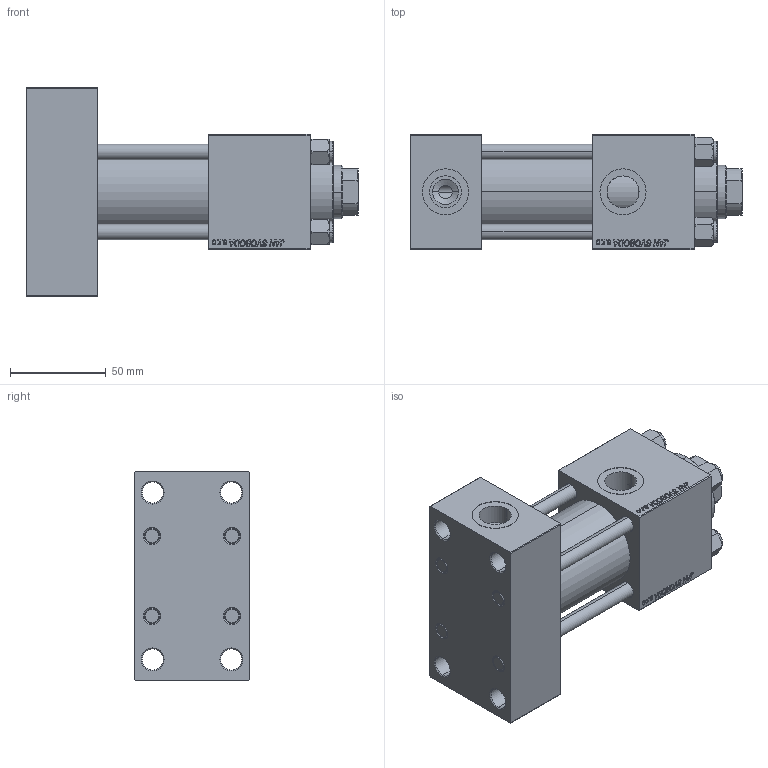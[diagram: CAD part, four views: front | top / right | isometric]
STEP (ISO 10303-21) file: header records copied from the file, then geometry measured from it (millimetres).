
FILE_DESCRIPTION (( 'STEP AP203' ), '1' );
FILE_NAME ('84b9.STEP', '2023-08-26T16:20:31', ( '' ), ( '' ), 'SwSTEP 2.0', 'SolidWorks 2019', '' );
FILE_SCHEMA (( 'CONFIG_CONTROL_DESIGN' ));
Length unit declared in the file: millimetre
Products named in the file (6): 84b9; V215CR_TYCINKA_E eae63bb3cf6f9bf9344d0a562c75b7b2; V215_VC_A eae63bb3cf6f9bf9344d0a562c75b7b2; V215CR_E_Body eae63bb3cf6f9bf9344d0a562c75b7b2; NUT_M5_E eae63bb3cf6f9bf9344d0a562c75b7b2; V215CR_VCP_E eae63bb3cf6f9bf9344d0a562c75b7b2
Assembly tree (11 placements, depth 2):
  84b9
    V215CR_E_Body eae63bb3cf6f9bf9344d0a562c75b7b2
    V215CR_VCP_E eae63bb3cf6f9bf9344d0a562c75b7b2
    V215CR_TYCINKA_E eae63bb3cf6f9bf9344d0a562c75b7b2  x4
    NUT_M5_E eae63bb3cf6f9bf9344d0a562c75b7b2  x4
    V215_VC_A eae63bb3cf6f9bf9344d0a562c75b7b2
Bounding box: 173 x 60 x 109 mm (x, y, z)
Volume: 521942.8 mm3; surface area: 130965.8 mm2
Topology: 11 solids, 11 shells, 1136 faces, 2861 edges, 1851 vertices
Faces by surface type: plane 498, bspline 392, cone 152, cylinder 86, torus 8
Entity records: 50013 total; most frequent: CARTESIAN_POINT 27073, ORIENTED_EDGE 5214, DIRECTION 3277, EDGE_CURVE 2607, VERTEX_POINT 1707, LINE 1559, VECTOR 1559, EDGE_LOOP 1148
